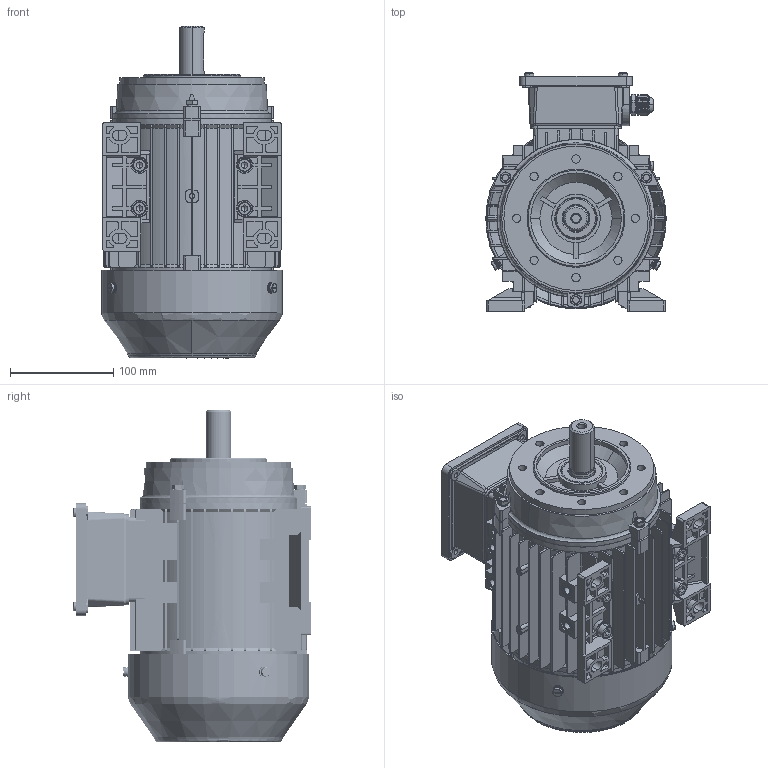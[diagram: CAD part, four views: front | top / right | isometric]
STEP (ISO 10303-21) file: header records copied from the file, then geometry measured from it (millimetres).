
FILE_DESCRIPTION (( 'STEP AP203' ), '1' );
FILE_NAME ('JL3-90S-B34A.step', '2018-12-14T09:05:19', ( '' ), ( '' ), 'SwSTEP 2.0', 'SolidWorks 2018', '' );
FILE_SCHEMA (( 'CONFIG_CONTROL_DESIGN' ));
Products named in the file (1): JL3-90S-B34A
Bounding box: 175 x 231.42 x 322 mm (x, y, z)
Volume: 1241343.7 mm3; surface area: 779040.7 mm2
Topology: 52 solids, 52 shells, 3987 faces, 10655 edges, 6829 vertices
Faces by surface type: plane 1612, cylinder 1510, bspline 605, cone 252, sphere 8
Entity records: 360447 total; most frequent: CARTESIAN_POINT 263756, ORIENTED_EDGE 21246, DIRECTION 19132, EDGE_CURVE 10623, AXIS2_PLACEMENT_3D 7036, VERTEX_POINT 6829, VECTOR 5060, LINE 5060
